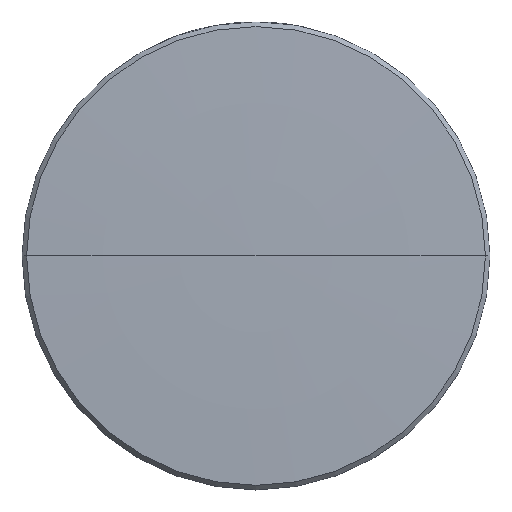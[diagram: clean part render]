
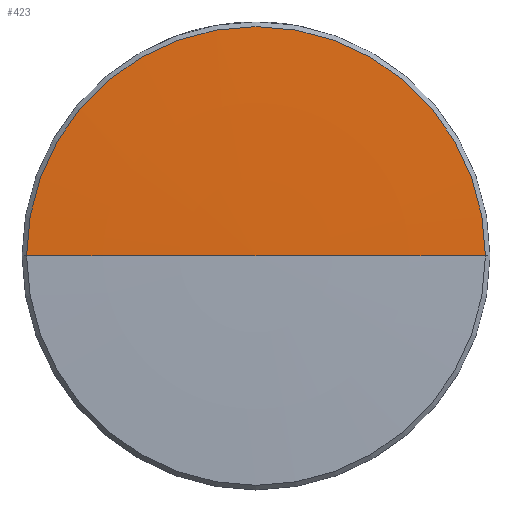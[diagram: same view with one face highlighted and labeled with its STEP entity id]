
A CAD part, top view. The second image highlights one B-rep face of the part: STEP entity #423.
In plain terms, the highlighted toroidal (fillet/blend) face has major radius 0.103 mm and minor radius 345.06 mm.
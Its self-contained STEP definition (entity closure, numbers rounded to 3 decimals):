
#4 = DIRECTION ( 'NONE',  ( 0., 0., -1. ) ) ;
#84 = CARTESIAN_POINT ( 'NONE',  ( 12.45, 0., 0.894 ) ) ;
#197 = VERTEX_POINT ( 'NONE', #84 ) ;
#385 = DIRECTION ( 'NONE',  ( -1., 0., 0. ) ) ;
#423 = ADVANCED_FACE ( 'NONE', ( #2036 ), #859, .T. ) ;
#492 = DIRECTION ( 'NONE',  ( 0., -1., 0. ) ) ;
#519 = CARTESIAN_POINT ( 'NONE',  ( -0.103, 0., -343.945 ) ) ;
#541 = EDGE_CURVE ( 'NONE', #692, #588, #1108, .T. ) ;
#588 = VERTEX_POINT ( 'NONE', #879 ) ;
#692 = VERTEX_POINT ( 'NONE', #1241 ) ;
#701 = DIRECTION ( 'NONE',  ( -1., 0., 0. ) ) ;
#717 = CARTESIAN_POINT ( 'NONE',  ( 0., 0., 0.894 ) ) ;
#753 = ORIENTED_EDGE ( 'NONE', *, *, #1215, .T. ) ;
#820 = AXIS2_PLACEMENT_3D ( 'NONE', #1653, #492, #4 ) ;
#859 = TOROIDAL_SURFACE ( 'NONE', #1853, 0.103, 345.06 ) ;
#879 = CARTESIAN_POINT ( 'NONE',  ( 0., 0., 1.115 ) ) ;
#882 = CIRCLE ( 'NONE', #820, 345.06 ) ;
#926 = ORIENTED_EDGE ( 'NONE', *, *, #1593, .F. ) ;
#946 = ORIENTED_EDGE ( 'NONE', *, *, #541, .T. ) ;
#1043 = DIRECTION ( 'NONE',  ( 0., 0., 1. ) ) ;
#1108 = CIRCLE ( 'NONE', #1162, 345.06 ) ;
#1162 = AXIS2_PLACEMENT_3D ( 'NONE', #519, #1678, #701 ) ;
#1188 = AXIS2_PLACEMENT_3D ( 'NONE', #717, #1043, #385 ) ;
#1215 = EDGE_CURVE ( 'NONE', #197, #692, #1730, .T. ) ;
#1241 = CARTESIAN_POINT ( 'NONE',  ( -12.45, 0., 0.894 ) ) ;
#1341 = EDGE_LOOP ( 'NONE', ( #753, #946, #926 ) ) ;
#1593 = EDGE_CURVE ( 'NONE', #197, #588, #882, .T. ) ;
#1653 = CARTESIAN_POINT ( 'NONE',  ( 0.103, 0., -343.945 ) ) ;
#1661 = CARTESIAN_POINT ( 'NONE',  ( 0., 0., -343.945 ) ) ;
#1678 = DIRECTION ( 'NONE',  ( 0., 1., 0. ) ) ;
#1730 = CIRCLE ( 'NONE', #1188, 12.45 ) ;
#1803 = DIRECTION ( 'NONE',  ( 0., 0., 1. ) ) ;
#1853 = AXIS2_PLACEMENT_3D ( 'NONE', #1661, #1803, #2007 ) ;
#2007 = DIRECTION ( 'NONE',  ( 1., 0., 0. ) ) ;
#2036 = FACE_OUTER_BOUND ( 'NONE', #1341, .T. ) ;
